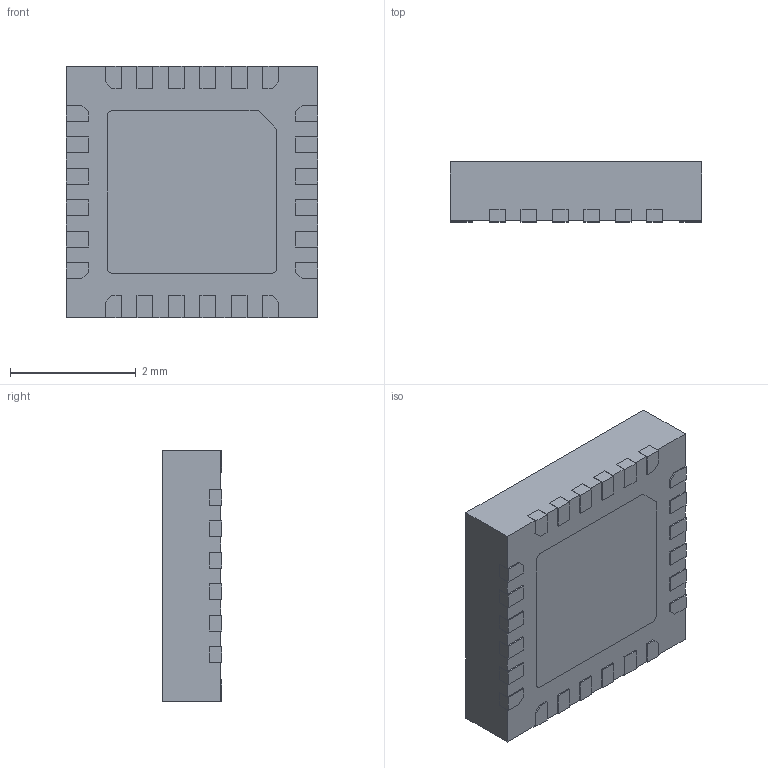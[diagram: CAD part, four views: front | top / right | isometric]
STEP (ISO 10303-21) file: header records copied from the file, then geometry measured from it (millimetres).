
FILE_DESCRIPTION (( 'STEP AP214' ), '1' );
FILE_NAME ('ICM-20689.STEP', '2018-04-05T13:46:46', ( '' ), ( '' ), 'SwSTEP 2.0', 'SolidWorks 2017', '' );
FILE_SCHEMA (( 'AUTOMOTIVE_DESIGN' ));
Length unit declared in the file: millimetre
Products named in the file (1): ICM-20689
Bounding box: 4 x 0.95 x 4 mm (x, y, z)
Volume: 14.9 mm3; surface area: 77.3 mm2
Topology: 26 solids, 26 shells, 284 faces, 690 edges, 460 vertices
Faces by surface type: plane 276, cylinder 8
Entity records: 8409 total; most frequent: CARTESIAN_POINT 1435, ORIENTED_EDGE 1380, DIRECTION 1276, EDGE_CURVE 690, LINE 674, VECTOR 674, VERTEX_POINT 460, AXIS2_PLACEMENT_3D 301
